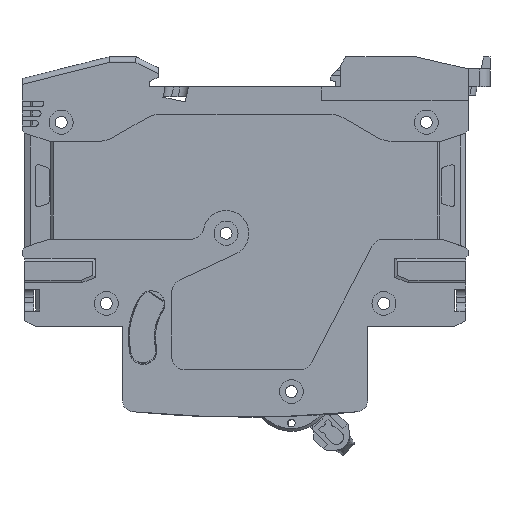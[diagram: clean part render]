
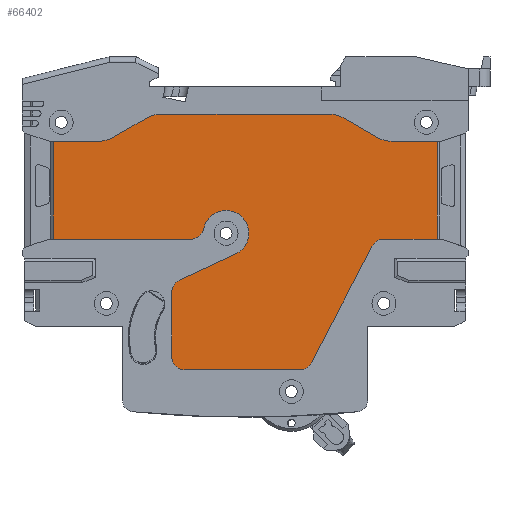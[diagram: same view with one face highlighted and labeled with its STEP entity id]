
A CAD part, front view. The second image highlights one B-rep face of the part: STEP entity #66402.
In plain terms, the highlighted planar face has unit normal (0, 1, 0).
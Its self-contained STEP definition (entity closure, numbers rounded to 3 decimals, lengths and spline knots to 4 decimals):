
#53749=DIRECTION('',(-1.,0.,0.));
#53750=VECTOR('',#53749,0.3331);
#53751=CARTESIAN_POINT('',(1.3898,0.0118,
1.3386));
#53752=LINE('',#53751,#53750);
#53773=DIRECTION('',(-1.,0.,0.));
#53774=VECTOR('',#53773,0.3331);
#53775=CARTESIAN_POINT('',(-1.0567,0.0118,
1.3386));
#53776=LINE('',#53775,#53774);
#53777=CARTESIAN_POINT('',(-0.3958,0.0118,
0.7283));
#53778=DIRECTION('',(0.,-1.,0.));
#53779=DIRECTION('',(0.,0.,-1.));
#53780=AXIS2_PLACEMENT_3D('',#53777,#53778,#53779);
#53782=CARTESIAN_POINT('',(-0.1378,0.0118,
0.6732));
#53783=DIRECTION('',(0.,-1.,0.));
#53784=DIRECTION('',(0.423,0.,-0.906));
#53785=AXIS2_PLACEMENT_3D('',#53782,#53783,#53784);
#53787=DIRECTION('',(-0.906,0.,-0.423));
#53788=VECTOR('',#53787,0.4488);
#53789=CARTESIAN_POINT('',(-0.0679,0.0118,
0.5234));
#53790=LINE('',#53789,#53788);
#53791=CARTESIAN_POINT('',(-0.4331,0.0118,
0.2445));
#53792=DIRECTION('',(0.,-1.,0.));
#53793=DIRECTION('',(-0.423,0.,0.906));
#53794=AXIS2_PLACEMENT_3D('',#53791,#53792,#53793);
#53796=CARTESIAN_POINT('',(-0.4331,0.0118,
-0.2165));
#53797=DIRECTION('',(0.,-1.,0.));
#53798=DIRECTION('',(-1.,0.,0.));
#53799=AXIS2_PLACEMENT_3D('',#53796,#53797,#53798);
#53801=CARTESIAN_POINT('',(0.393,0.0118,
-0.2165));
#53802=DIRECTION('',(0.,-1.,0.));
#53803=DIRECTION('',(0.,0.,-1.));
#53804=AXIS2_PLACEMENT_3D('',#53801,#53802,#53803);
#53806=DIRECTION('',(0.462,0.,0.887));
#53807=VECTOR('',#53806,0.9459);
#53808=CARTESIAN_POINT('',(0.4803,0.0118,
-0.262));
#53809=LINE('',#53808,#53807);
#53810=CARTESIAN_POINT('',(1.0046,0.0118,
0.5315));
#53811=DIRECTION('',(0.,1.,0.));
#53812=DIRECTION('',(-0.887,0.,0.462));
#53813=AXIS2_PLACEMENT_3D('',#53810,#53811,#53812);
#53815=CARTESIAN_POINT('',(1.0567,0.0118,
1.5354));
#53816=DIRECTION('',(0.,1.,0.));
#53817=DIRECTION('',(0.,0.,-1.));
#53818=AXIS2_PLACEMENT_3D('',#53815,#53816,#53817);
#53820=DIRECTION('',(-0.866,0.,0.5));
#53821=VECTOR('',#53820,0.2882);
#53822=CARTESIAN_POINT('',(0.9583,0.0118,
1.365));
#53823=LINE('',#53822,#53821);
#53824=CARTESIAN_POINT('',(0.6102,0.0118,
1.3386));
#53825=DIRECTION('',(0.,-1.,0.));
#53826=DIRECTION('',(0.5,0.,0.866));
#53827=AXIS2_PLACEMENT_3D('',#53824,#53825,#53826);
#53829=CARTESIAN_POINT('',(-0.6102,0.0118,
1.3386));
#53830=DIRECTION('',(0.,-1.,0.));
#53831=DIRECTION('',(0.,0.,1.));
#53832=AXIS2_PLACEMENT_3D('',#53829,#53830,#53831);
#53834=DIRECTION('',(-0.866,0.,-0.5));
#53835=VECTOR('',#53834,0.2882);
#53836=CARTESIAN_POINT('',(-0.7087,0.0118,
1.5091));
#53837=LINE('',#53836,#53835);
#53838=CARTESIAN_POINT('',(-1.0567,0.0118,
1.5354));
#53839=DIRECTION('',(0.,1.,0.));
#53840=DIRECTION('',(0.5,0.,-0.866));
#53841=AXIS2_PLACEMENT_3D('',#53838,#53839,#53840);
#56493=DIRECTION('',(1.,0.,0.));
#56494=VECTOR('',#56493,0.3852);
#56495=CARTESIAN_POINT('',(1.0046,0.0118,
0.6299));
#56496=LINE('',#56495,#56494);
#56509=DIRECTION('',(0.,0.,1.));
#56510=VECTOR('',#56509,0.7087);
#56511=CARTESIAN_POINT('',(1.3898,0.0118,
0.6299));
#56512=LINE('',#56511,#56510);
#56533=DIRECTION('',(1.,0.,0.));
#56534=VECTOR('',#56533,0.8261);
#56535=CARTESIAN_POINT('',(-0.4331,0.0118,
-0.315));
#56536=LINE('',#56535,#56534);
#56549=DIRECTION('',(0.,0.,-1.));
#56550=VECTOR('',#56549,0.461);
#56551=CARTESIAN_POINT('',(-0.5315,0.0118,
0.2445));
#56552=LINE('',#56551,#56550);
#56585=DIRECTION('',(1.,0.,0.));
#56586=VECTOR('',#56585,0.994);
#56587=CARTESIAN_POINT('',(-1.3898,0.0118,
0.6299));
#56588=LINE('',#56587,#56586);
#59854=DIRECTION('',(0.,0.,-1.));
#59855=VECTOR('',#59854,0.7087);
#59856=CARTESIAN_POINT('',(-1.3898,0.0118,
1.3386));
#59857=LINE('',#59856,#59855);
#61705=DIRECTION('',(-1.,0.,0.));
#61706=VECTOR('',#61705,1.2205);
#61707=CARTESIAN_POINT('',(0.6102,0.0118,
1.5354));
#61708=LINE('',#61707,#61706);
#62266=CARTESIAN_POINT('',(-1.3898,0.0118,
1.3386));
#62267=VERTEX_POINT('',#62266);
#62268=CARTESIAN_POINT('',(-1.0567,0.0118,
1.3386));
#62269=VERTEX_POINT('',#62268);
#62270=CARTESIAN_POINT('',(-0.9583,0.0118,
1.365));
#62271=VERTEX_POINT('',#62270);
#62272=CARTESIAN_POINT('',(-0.7087,0.0118,
1.5091));
#62273=VERTEX_POINT('',#62272);
#62274=CARTESIAN_POINT('',(-0.6102,0.0118,
1.5354));
#62275=VERTEX_POINT('',#62274);
#62276=CARTESIAN_POINT('',(0.6102,0.0118,
1.5354));
#62277=VERTEX_POINT('',#62276);
#62278=CARTESIAN_POINT('',(0.7087,0.0118,
1.5091));
#62279=VERTEX_POINT('',#62278);
#62280=CARTESIAN_POINT('',(0.9583,0.0118,
1.365));
#62281=VERTEX_POINT('',#62280);
#62282=CARTESIAN_POINT('',(1.0567,0.0118,
1.3386));
#62283=VERTEX_POINT('',#62282);
#62284=CARTESIAN_POINT('',(1.3898,0.0118,
1.3386));
#62285=VERTEX_POINT('',#62284);
#62286=CARTESIAN_POINT('',(1.3898,0.0118,
0.6299));
#62287=VERTEX_POINT('',#62286);
#62288=CARTESIAN_POINT('',(1.0046,0.0118,
0.6299));
#62289=VERTEX_POINT('',#62288);
#62290=CARTESIAN_POINT('',(0.9173,0.0118,
0.577));
#62291=VERTEX_POINT('',#62290);
#62292=CARTESIAN_POINT('',(0.4803,0.0118,
-0.262));
#62293=VERTEX_POINT('',#62292);
#62294=CARTESIAN_POINT('',(0.393,0.0118,
-0.315));
#62295=VERTEX_POINT('',#62294);
#62296=CARTESIAN_POINT('',(-0.4331,0.0118,
-0.315));
#62297=VERTEX_POINT('',#62296);
#62298=CARTESIAN_POINT('',(-0.5315,0.0118,
-0.2165));
#62299=VERTEX_POINT('',#62298);
#62300=CARTESIAN_POINT('',(-0.5315,0.0118,
0.2445));
#62301=VERTEX_POINT('',#62300);
#62302=CARTESIAN_POINT('',(-0.4747,0.0118,
0.3337));
#62303=VERTEX_POINT('',#62302);
#62304=CARTESIAN_POINT('',(-0.0679,0.0118,
0.5234));
#62305=VERTEX_POINT('',#62304);
#62306=CARTESIAN_POINT('',(-0.2995,0.0118,
0.7078));
#62307=VERTEX_POINT('',#62306);
#62308=CARTESIAN_POINT('',(-0.3958,0.0118,
0.6299));
#62309=VERTEX_POINT('',#62308);
#62310=CARTESIAN_POINT('',(-1.3898,0.0118,
0.6299));
#62311=VERTEX_POINT('',#62310);
#66353=CARTESIAN_POINT('',(0.,0.0118,0.6102));
#66354=DIRECTION('',(0.,1.,0.));
#66355=DIRECTION('',(-1.,0.,0.));
#66356=AXIS2_PLACEMENT_3D('',#66353,#66354,#66355);
#66357=PLANE('',#66356);
#66359=ORIENTED_EDGE('',*,*,#66358,.T.);
#66361=ORIENTED_EDGE('',*,*,#66360,.T.);
#66363=ORIENTED_EDGE('',*,*,#66362,.T.);
#66365=ORIENTED_EDGE('',*,*,#66364,.T.);
#66367=ORIENTED_EDGE('',*,*,#66366,.F.);
#66369=ORIENTED_EDGE('',*,*,#66368,.T.);
#66371=ORIENTED_EDGE('',*,*,#66370,.T.);
#66373=ORIENTED_EDGE('',*,*,#66372,.T.);
#66375=ORIENTED_EDGE('',*,*,#66374,.T.);
#66377=ORIENTED_EDGE('',*,*,#66376,.T.);
#66379=ORIENTED_EDGE('',*,*,#66378,.T.);
#66381=ORIENTED_EDGE('',*,*,#66380,.T.);
#66383=ORIENTED_EDGE('',*,*,#66382,.T.);
#66385=ORIENTED_EDGE('',*,*,#66384,.T.);
#66387=ORIENTED_EDGE('',*,*,#66386,.T.);
#66388=ORIENTED_EDGE('',*,*,#66304,.T.);
#66389=ORIENTED_EDGE('',*,*,#66319,.T.);
#66390=ORIENTED_EDGE('',*,*,#66334,.T.);
#66391=ORIENTED_EDGE('',*,*,#66344,.T.);
#66393=ORIENTED_EDGE('',*,*,#66392,.T.);
#66395=ORIENTED_EDGE('',*,*,#66394,.T.);
#66397=ORIENTED_EDGE('',*,*,#66396,.T.);
#66399=ORIENTED_EDGE('',*,*,#66398,.T.);
#66400=EDGE_LOOP('',(#66359,#66361,#66363,#66365,#66367,#66369,#66371,#66373,
#66375,#66377,#66379,#66381,#66383,#66385,#66387,#66388,#66389,#66390,#66391,
#66393,#66395,#66397,#66399));
#66401=FACE_OUTER_BOUND('',#66400,.F.);
#66402=ADVANCED_FACE('',(#66401),#66357,.T.);
#53781=CIRCLE('',#53780,0.0984);
#53786=CIRCLE('',#53785,0.1654);
#53795=CIRCLE('',#53794,0.0984);
#53800=CIRCLE('',#53799,0.0984);
#53805=CIRCLE('',#53804,0.0984);
#53814=CIRCLE('',#53813,0.0984);
#53819=CIRCLE('',#53818,0.1969);
#53828=CIRCLE('',#53827,0.1969);
#53833=CIRCLE('',#53832,0.1969);
#53842=CIRCLE('',#53841,0.1969);
#66304=EDGE_CURVE('',#62285,#62283,#53752,.T.);
#66319=EDGE_CURVE('',#62283,#62281,#53819,.T.);
#66334=EDGE_CURVE('',#62281,#62279,#53823,.T.);
#66344=EDGE_CURVE('',#62279,#62277,#53828,.T.);
#66358=EDGE_CURVE('',#62269,#62267,#53776,.T.);
#66360=EDGE_CURVE('',#62267,#62311,#59857,.T.);
#66362=EDGE_CURVE('',#62311,#62309,#56588,.T.);
#66364=EDGE_CURVE('',#62309,#62307,#53781,.T.);
#66366=EDGE_CURVE('',#62305,#62307,#53786,.T.);
#66368=EDGE_CURVE('',#62305,#62303,#53790,.T.);
#66370=EDGE_CURVE('',#62303,#62301,#53795,.T.);
#66372=EDGE_CURVE('',#62301,#62299,#56552,.T.);
#66374=EDGE_CURVE('',#62299,#62297,#53800,.T.);
#66376=EDGE_CURVE('',#62297,#62295,#56536,.T.);
#66378=EDGE_CURVE('',#62295,#62293,#53805,.T.);
#66380=EDGE_CURVE('',#62293,#62291,#53809,.T.);
#66382=EDGE_CURVE('',#62291,#62289,#53814,.T.);
#66384=EDGE_CURVE('',#62289,#62287,#56496,.T.);
#66386=EDGE_CURVE('',#62287,#62285,#56512,.T.);
#66392=EDGE_CURVE('',#62277,#62275,#61708,.T.);
#66394=EDGE_CURVE('',#62275,#62273,#53833,.T.);
#66396=EDGE_CURVE('',#62273,#62271,#53837,.T.);
#66398=EDGE_CURVE('',#62271,#62269,#53842,.T.);
